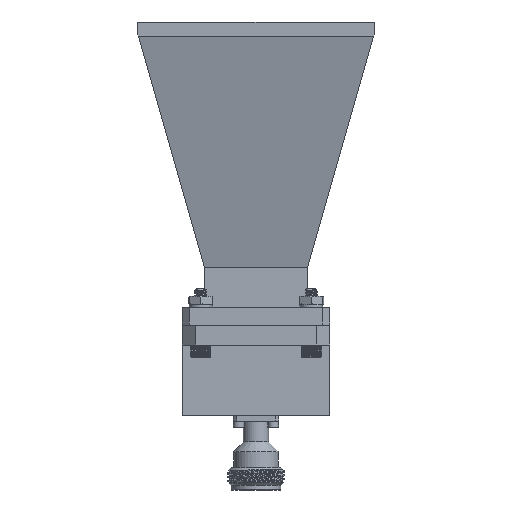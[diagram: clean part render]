
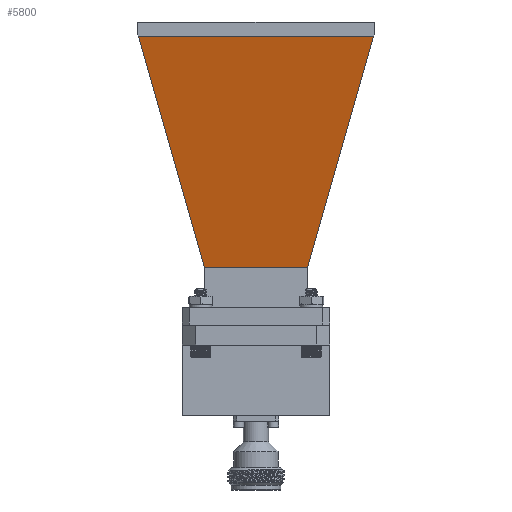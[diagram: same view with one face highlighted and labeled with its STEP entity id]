
A CAD part, front view. The second image highlights one B-rep face of the part: STEP entity #5800.
In plain terms, the highlighted face is planar.
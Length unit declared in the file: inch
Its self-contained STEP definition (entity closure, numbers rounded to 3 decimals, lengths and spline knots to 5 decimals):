
#433 = DIRECTION ( 'NONE',  ( 0., 1., 0. ) ) ;
#1010 = PLANE ( 'NONE',  #6414 ) ;
#2848 = VERTEX_POINT ( 'NONE', #13288 ) ;
#3267 = VECTOR ( 'NONE', #7380, 39.37008 ) ;
#3898 = CARTESIAN_POINT ( 'NONE',  ( -0.31811, 0.56865, 1.95391 ) ) ;
#4028 = ORIENTED_EDGE ( 'NONE', *, *, #12817, .F. ) ;
#5119 = CARTESIAN_POINT ( 'NONE',  ( -0.9599, -1.2976, 4.5116 ) ) ;
#5800 = ADVANCED_FACE ( 'NONE', ( #6870 ), #1010, .T. ) ;
#5983 = DIRECTION ( 'NONE',  ( -0.97, 0., -0.243 ) ) ;
#6414 = AXIS2_PLACEMENT_3D ( 'NONE', #11840, #5983, #12080 ) ;
#6870 = FACE_OUTER_BOUND ( 'NONE', #9416, .T. ) ;
#7274 = CARTESIAN_POINT ( 'NONE',  ( -0.31811, 0.56865, 1.95391 ) ) ;
#7378 = CARTESIAN_POINT ( 'NONE',  ( -0.9599, 1.2976, 4.5116 ) ) ;
#7380 = DIRECTION ( 'NONE',  ( 0., -1., 0. ) ) ;
#7823 = LINE ( 'NONE', #5119, #15190 ) ;
#8746 = CARTESIAN_POINT ( 'NONE',  ( -0.31811, 0., 1.95391 ) ) ;
#8980 = CARTESIAN_POINT ( 'NONE',  ( -0.9599, 0., 4.5116 ) ) ;
#9416 = EDGE_LOOP ( 'NONE', ( #13363, #11129, #15319, #4028 ) ) ;
#9855 = LINE ( 'NONE', #7274, #14681 ) ;
#10004 = VECTOR ( 'NONE', #433, 39.37008 ) ;
#10279 = LINE ( 'NONE', #8980, #10004 ) ;
#11107 = VERTEX_POINT ( 'NONE', #12911 ) ;
#11129 = ORIENTED_EDGE ( 'NONE', *, *, #12931, .F. ) ;
#11235 = VERTEX_POINT ( 'NONE', #7378 ) ;
#11840 = CARTESIAN_POINT ( 'NONE',  ( -0.65331, 0., 3.28976 ) ) ;
#12080 = DIRECTION ( 'NONE',  ( -0.243, 0., 0.97 ) ) ;
#12231 = DIRECTION ( 'NONE',  ( -0.235, 0.266, 0.935 ) ) ;
#12695 = DIRECTION ( 'NONE',  ( 0.235, 0.266, -0.935 ) ) ;
#12817 = EDGE_CURVE ( 'NONE', #12865, #11235, #9855, .T. ) ;
#12865 = VERTEX_POINT ( 'NONE', #3898 ) ;
#12911 = CARTESIAN_POINT ( 'NONE',  ( -0.31811, -0.56865, 1.95391 ) ) ;
#12931 = EDGE_CURVE ( 'NONE', #2848, #11107, #7823, .T. ) ;
#13288 = CARTESIAN_POINT ( 'NONE',  ( -0.9599, -1.2976, 4.5116 ) ) ;
#13363 = ORIENTED_EDGE ( 'NONE', *, *, #15405, .T. ) ;
#14681 = VECTOR ( 'NONE', #12231, 39.37008 ) ;
#14797 = EDGE_CURVE ( 'NONE', #2848, #11235, #10279, .T. ) ;
#15190 = VECTOR ( 'NONE', #12695, 39.37008 ) ;
#15319 = ORIENTED_EDGE ( 'NONE', *, *, #14797, .T. ) ;
#15405 = EDGE_CURVE ( 'NONE', #12865, #11107, #15909, .T. ) ;
#15909 = LINE ( 'NONE', #8746, #3267 ) ;
